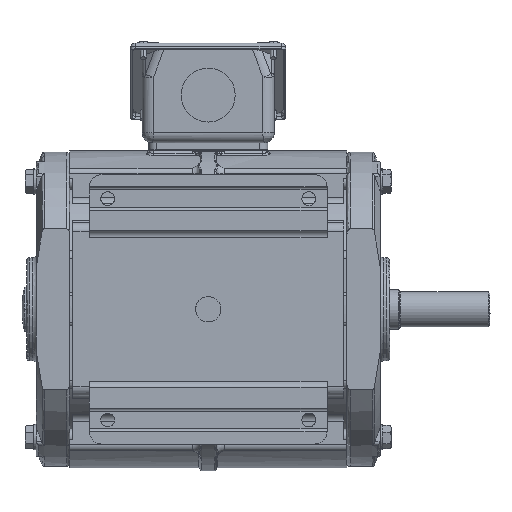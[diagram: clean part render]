
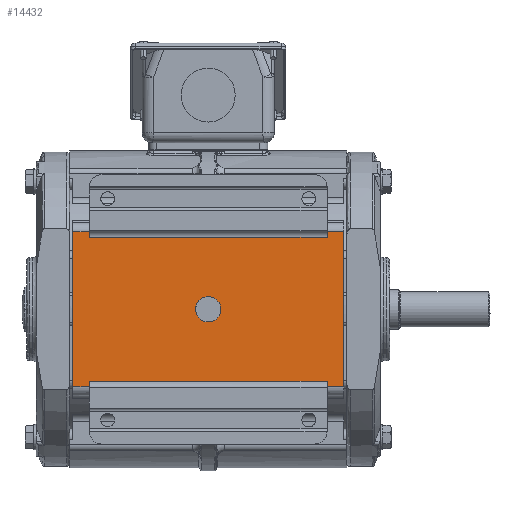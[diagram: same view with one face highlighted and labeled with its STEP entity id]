
A CAD part, front view. The second image highlights one B-rep face of the part: STEP entity #14432.
In plain terms, the highlighted planar face has unit normal (0, -1, 0).
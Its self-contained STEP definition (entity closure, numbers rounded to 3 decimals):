
#10849=CARTESIAN_POINT('Vertex',(-85.5,-85.,-49.)) ;
#10852=CARTESIAN_POINT('Line Origine',(-85.5,-85.,0.)) ;
#10856=CARTESIAN_POINT('Vertex',(-85.5,-85.,49.)) ;
#11094=CARTESIAN_POINT('Vertex',(85.5,-85.,49.)) ;
#11097=CARTESIAN_POINT('Line Origine',(85.5,-85.,0.)) ;
#11101=CARTESIAN_POINT('Vertex',(85.5,-85.,-49.)) ;
#14278=CARTESIAN_POINT('Vertex',(-75.,-85.,-49.)) ;
#14281=CARTESIAN_POINT('Line Origine',(87.5,-85.,-49.)) ;
#14294=CARTESIAN_POINT('Axis2P3D Location',(87.5,-85.,49.)) ;
#14299=CARTESIAN_POINT('Line Origine',(-75.,-85.,-47.251)) ;
#14303=CARTESIAN_POINT('Vertex',(-75.,-85.,-45.501)) ;
#14306=CARTESIAN_POINT('Line Origine',(0.,-85.,-45.501)) ;
#14310=CARTESIAN_POINT('Vertex',(75.,-85.,-45.501)) ;
#14313=CARTESIAN_POINT('Line Origine',(75.,-85.,-47.251)) ;
#14317=CARTESIAN_POINT('Vertex',(75.,-85.,-49.)) ;
#14320=CARTESIAN_POINT('Line Origine',(80.25,-85.,-49.)) ;
#14325=CARTESIAN_POINT('Line Origine',(80.25,-85.,49.)) ;
#14329=CARTESIAN_POINT('Vertex',(75.,-85.,49.)) ;
#14332=CARTESIAN_POINT('Line Origine',(75.,-85.,47.251)) ;
#14336=CARTESIAN_POINT('Vertex',(75.,-85.,45.501)) ;
#14339=CARTESIAN_POINT('Line Origine',(0.,-85.,45.501)) ;
#14343=CARTESIAN_POINT('Vertex',(-75.,-85.,45.501)) ;
#14346=CARTESIAN_POINT('Line Origine',(-75.,-85.,47.251)) ;
#14350=CARTESIAN_POINT('Vertex',(-75.,-85.,49.)) ;
#14353=CARTESIAN_POINT('Line Origine',(-80.25,-85.,49.)) ;
#14373=CARTESIAN_POINT('Control Point',(8.,-85.,0.)) ;
#14374=CARTESIAN_POINT('Control Point',(8.,-85.,0.831)) ;
#14375=CARTESIAN_POINT('Control Point',(7.892,-85.,1.663)) ;
#14376=CARTESIAN_POINT('Control Point',(7.676,-85.,2.475)) ;
#14377=CARTESIAN_POINT('Control Point',(7.038,-85.,4.026)) ;
#14378=CARTESIAN_POINT('Control Point',(6.025,-85.,5.362)) ;
#14379=CARTESIAN_POINT('Control Point',(5.434,-85.,5.96)) ;
#14380=CARTESIAN_POINT('Control Point',(4.11,-85.,6.989)) ;
#14381=CARTESIAN_POINT('Control Point',(2.567,-85.,7.646)) ;
#14382=CARTESIAN_POINT('Control Point',(1.757,-85.,7.872)) ;
#14383=CARTESIAN_POINT('Control Point',(0.097,-85.,8.107)) ;
#14384=CARTESIAN_POINT('Control Point',(-1.568,-85.,7.911)) ;
#14385=CARTESIAN_POINT('Control Point',(-2.384,-85.,7.705)) ;
#14386=CARTESIAN_POINT('Control Point',(-3.942,-85.,7.085)) ;
#14387=CARTESIAN_POINT('Control Point',(-5.29,-85.,6.088)) ;
#14388=CARTESIAN_POINT('Control Point',(-5.895,-85.,5.504)) ;
#14389=CARTESIAN_POINT('Control Point',(-6.94,-85.,4.193)) ;
#14390=CARTESIAN_POINT('Control Point',(-7.615,-85.,2.658)) ;
#14391=CARTESIAN_POINT('Control Point',(-7.85,-85.,1.851)) ;
#14392=CARTESIAN_POINT('Control Point',(-7.984,-85.,0.984)) ;
#14393=CARTESIAN_POINT('Control Point',(-7.999,-85.,0.115)) ;
#14394=CARTESIAN_POINT('Control Point',(-8.,-85.,0.076)) ;
#14395=CARTESIAN_POINT('Control Point',(-8.,-85.,0.038)) ;
#14396=CARTESIAN_POINT('Control Point',(-8.,-85.,0.)) ;
#14397=CARTESIAN_POINT('Vertex',(8.,-85.,0.)) ;
#14399=CARTESIAN_POINT('Vertex',(-8.,-85.,0.)) ;
#14403=CARTESIAN_POINT('Control Point',(-8.,-85.,0.)) ;
#14404=CARTESIAN_POINT('Control Point',(-8.,-85.,-0.831)) ;
#14405=CARTESIAN_POINT('Control Point',(-7.892,-85.,-1.663)) ;
#14406=CARTESIAN_POINT('Control Point',(-7.676,-85.,-2.475)) ;
#14407=CARTESIAN_POINT('Control Point',(-7.038,-85.,-4.026)) ;
#14408=CARTESIAN_POINT('Control Point',(-6.025,-85.,-5.362)) ;
#14409=CARTESIAN_POINT('Control Point',(-5.434,-85.,-5.96)) ;
#14410=CARTESIAN_POINT('Control Point',(-4.11,-85.,-6.989)) ;
#14411=CARTESIAN_POINT('Control Point',(-2.567,-85.,-7.646)) ;
#14412=CARTESIAN_POINT('Control Point',(-1.757,-85.,-7.872)) ;
#14413=CARTESIAN_POINT('Control Point',(-0.097,-85.,-8.107)) ;
#14414=CARTESIAN_POINT('Control Point',(1.568,-85.,-7.911)) ;
#14415=CARTESIAN_POINT('Control Point',(2.384,-85.,-7.705)) ;
#14416=CARTESIAN_POINT('Control Point',(3.942,-85.,-7.085)) ;
#14417=CARTESIAN_POINT('Control Point',(5.29,-85.,-6.088)) ;
#14418=CARTESIAN_POINT('Control Point',(5.895,-85.,-5.504)) ;
#14419=CARTESIAN_POINT('Control Point',(6.94,-85.,-4.193)) ;
#14420=CARTESIAN_POINT('Control Point',(7.615,-85.,-2.658)) ;
#14421=CARTESIAN_POINT('Control Point',(7.85,-85.,-1.851)) ;
#14422=CARTESIAN_POINT('Control Point',(7.984,-85.,-0.984)) ;
#14423=CARTESIAN_POINT('Control Point',(7.999,-85.,-0.115)) ;
#14424=CARTESIAN_POINT('Control Point',(8.,-85.,-0.076)) ;
#14425=CARTESIAN_POINT('Control Point',(8.,-85.,-0.038)) ;
#14426=CARTESIAN_POINT('Control Point',(8.,-85.,0.)) ;
#10853=DIRECTION('Vector Direction',(0.,0.,1.)) ;
#11098=DIRECTION('Vector Direction',(0.,0.,-1.)) ;
#14282=DIRECTION('Vector Direction',(-1.,0.,0.)) ;
#14295=DIRECTION('Axis2P3D Direction',(-0.,1.,0.)) ;
#14296=DIRECTION('Axis2P3D XDirection',(1.,0.,0.)) ;
#14300=DIRECTION('Vector Direction',(0.,0.,-1.)) ;
#14307=DIRECTION('Vector Direction',(-1.,0.,0.)) ;
#14314=DIRECTION('Vector Direction',(0.,0.,-1.)) ;
#14321=DIRECTION('Vector Direction',(-1.,0.,0.)) ;
#14326=DIRECTION('Vector Direction',(-1.,0.,0.)) ;
#14333=DIRECTION('Vector Direction',(0.,0.,1.)) ;
#14340=DIRECTION('Vector Direction',(-1.,0.,0.)) ;
#14347=DIRECTION('Vector Direction',(0.,0.,1.)) ;
#14354=DIRECTION('Vector Direction',(-1.,0.,0.)) ;
#14297=AXIS2_PLACEMENT_3D('Plane Axis2P3D',#14294,#14295,#14296) ;
#14359=ORIENTED_EDGE('',*,*,#10858,.F.) ;
#14360=ORIENTED_EDGE('',*,*,#14285,.F.) ;
#14361=ORIENTED_EDGE('',*,*,#14305,.F.) ;
#14362=ORIENTED_EDGE('',*,*,#14312,.F.) ;
#14363=ORIENTED_EDGE('',*,*,#14319,.T.) ;
#14364=ORIENTED_EDGE('',*,*,#14324,.F.) ;
#14365=ORIENTED_EDGE('',*,*,#11103,.F.) ;
#14366=ORIENTED_EDGE('',*,*,#14331,.T.) ;
#14367=ORIENTED_EDGE('',*,*,#14338,.F.) ;
#14368=ORIENTED_EDGE('',*,*,#14345,.T.) ;
#14369=ORIENTED_EDGE('',*,*,#14352,.T.) ;
#14370=ORIENTED_EDGE('',*,*,#14357,.T.) ;
#14429=ORIENTED_EDGE('',*,*,#14401,.F.) ;
#14430=ORIENTED_EDGE('',*,*,#14427,.F.) ;
#14431=FACE_BOUND('',#14428,.T.) ;
#10854=VECTOR('Line Direction',#10853,1.) ;
#11099=VECTOR('Line Direction',#11098,1.) ;
#14283=VECTOR('Line Direction',#14282,1.) ;
#14301=VECTOR('Line Direction',#14300,1.) ;
#14308=VECTOR('Line Direction',#14307,1.) ;
#14315=VECTOR('Line Direction',#14314,1.) ;
#14322=VECTOR('Line Direction',#14321,1.) ;
#14327=VECTOR('Line Direction',#14326,1.) ;
#14334=VECTOR('Line Direction',#14333,1.) ;
#14341=VECTOR('Line Direction',#14340,1.) ;
#14348=VECTOR('Line Direction',#14347,1.) ;
#14355=VECTOR('Line Direction',#14354,1.) ;
#14432=ADVANCED_FACE('\X2\51434EF6672C9AD4\X0\',(#14371,#14431),#14298,.F.) ;
#14372=B_SPLINE_CURVE_WITH_KNOTS('',5,(#14373,#14374,#14375,#14376,#14377,#14378,#14379,#14380,#14381,#14382,#14383,#14384,#14385,#14386,#14387,#14388,#14389,#14390,#14391,#14392,#14393,#14394,#14395,#14396),.UNSPECIFIED.,.F.,.U.,(6,3,3,3,3,3,3,6),(0.,5.879,11.757,17.636,23.515,29.393,35.272,35.543),.UNSPECIFIED.) ;
#14402=B_SPLINE_CURVE_WITH_KNOTS('',5,(#14403,#14404,#14405,#14406,#14407,#14408,#14409,#14410,#14411,#14412,#14413,#14414,#14415,#14416,#14417,#14418,#14419,#14420,#14421,#14422,#14423,#14424,#14425,#14426),.UNSPECIFIED.,.F.,.U.,(6,3,3,3,3,3,3,6),(0.,5.879,11.757,17.636,23.515,29.393,35.272,35.543),.UNSPECIFIED.) ;
#10858=EDGE_CURVE('',#10850,#10857,#10855,.T.) ;
#11103=EDGE_CURVE('',#11095,#11102,#11100,.T.) ;
#14285=EDGE_CURVE('',#14279,#10850,#14284,.T.) ;
#14305=EDGE_CURVE('',#14304,#14279,#14302,.T.) ;
#14312=EDGE_CURVE('',#14311,#14304,#14309,.T.) ;
#14319=EDGE_CURVE('',#14311,#14318,#14316,.T.) ;
#14324=EDGE_CURVE('',#11102,#14318,#14323,.T.) ;
#14331=EDGE_CURVE('',#11095,#14330,#14328,.T.) ;
#14338=EDGE_CURVE('',#14337,#14330,#14335,.T.) ;
#14345=EDGE_CURVE('',#14337,#14344,#14342,.T.) ;
#14352=EDGE_CURVE('',#14344,#14351,#14349,.T.) ;
#14357=EDGE_CURVE('',#14351,#10857,#14356,.T.) ;
#14401=EDGE_CURVE('',#14398,#14400,#14372,.T.) ;
#14427=EDGE_CURVE('',#14400,#14398,#14402,.T.) ;
#14358=EDGE_LOOP('',(#14359,#14360,#14361,#14362,#14363,#14364,#14365,#14366,#14367,#14368,#14369,#14370)) ;
#14428=EDGE_LOOP('',(#14429,#14430)) ;
#14371=FACE_OUTER_BOUND('',#14358,.T.) ;
#10855=LINE('Line',#10852,#10854) ;
#11100=LINE('Line',#11097,#11099) ;
#14284=LINE('Line',#14281,#14283) ;
#14302=LINE('Line',#14299,#14301) ;
#14309=LINE('Line',#14306,#14308) ;
#14316=LINE('Line',#14313,#14315) ;
#14323=LINE('Line',#14320,#14322) ;
#14328=LINE('Line',#14325,#14327) ;
#14335=LINE('Line',#14332,#14334) ;
#14342=LINE('Line',#14339,#14341) ;
#14349=LINE('Line',#14346,#14348) ;
#14356=LINE('Line',#14353,#14355) ;
#14298=PLANE('',#14297) ;
#10850=VERTEX_POINT('',#10849) ;
#10857=VERTEX_POINT('',#10856) ;
#11095=VERTEX_POINT('',#11094) ;
#11102=VERTEX_POINT('',#11101) ;
#14279=VERTEX_POINT('',#14278) ;
#14304=VERTEX_POINT('',#14303) ;
#14311=VERTEX_POINT('',#14310) ;
#14318=VERTEX_POINT('',#14317) ;
#14330=VERTEX_POINT('',#14329) ;
#14337=VERTEX_POINT('',#14336) ;
#14344=VERTEX_POINT('',#14343) ;
#14351=VERTEX_POINT('',#14350) ;
#14398=VERTEX_POINT('',#14397) ;
#14400=VERTEX_POINT('',#14399) ;
